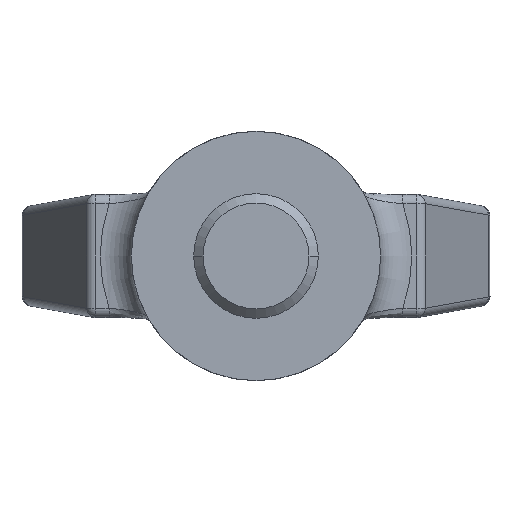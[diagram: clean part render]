
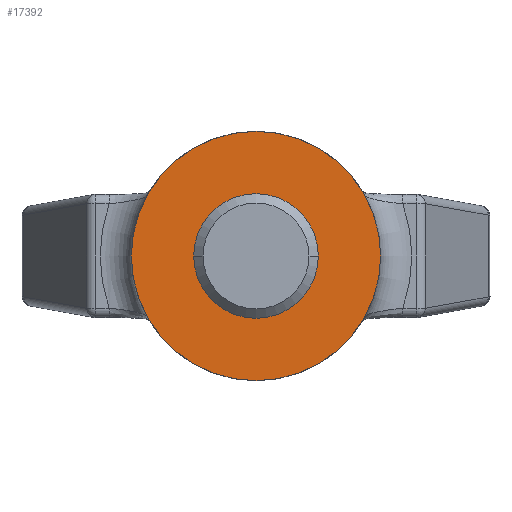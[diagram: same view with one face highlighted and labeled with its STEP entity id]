
A CAD part, front view. The second image highlights one B-rep face of the part: STEP entity #17392.
In plain terms, the highlighted planar face has unit normal (0, -1, 0).
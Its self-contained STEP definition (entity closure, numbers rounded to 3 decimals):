
#6078=CARTESIAN_POINT('',(0.,-35.,0.));
#6079=DIRECTION('',(0.,-1.,0.));
#6080=DIRECTION('',(-1.,0.,0.));
#6081=AXIS2_PLACEMENT_3D('',#6078,#6079,#6080);
#6083=CARTESIAN_POINT('',(0.,-35.,0.));
#6084=DIRECTION('',(0.,1.,0.));
#6085=DIRECTION('',(-1.,0.,0.));
#6086=AXIS2_PLACEMENT_3D('',#6083,#6084,#6085);
#6138=CARTESIAN_POINT('',(-20.,-35.,0.));
#6139=CARTESIAN_POINT('',(20.,-35.,0.));
#6140=VERTEX_POINT('',#6138);
#6141=VERTEX_POINT('',#6139);
#17383=CARTESIAN_POINT('',(0.,-35.,0.));
#17384=DIRECTION('',(0.,1.,0.));
#17385=DIRECTION('',(1.,0.,0.));
#17386=AXIS2_PLACEMENT_3D('',#17383,#17384,#17385);
#17387=PLANE('',#17386);
#17388=ORIENTED_EDGE('',*,*,#9218,.F.);
#17389=ORIENTED_EDGE('',*,*,#7991,.T.);
#17390=EDGE_LOOP('',(#17388,#17389));
#17391=FACE_OUTER_BOUND('',#17390,.F.);
#17392=ADVANCED_FACE('',(#17391),#17387,.F.);
#6082=CIRCLE('',#6081,20.);
#6087=CIRCLE('',#6086,20.);
#7991=EDGE_CURVE('',#6140,#6141,#6087,.T.);
#9218=EDGE_CURVE('',#6140,#6141,#6082,.T.);
